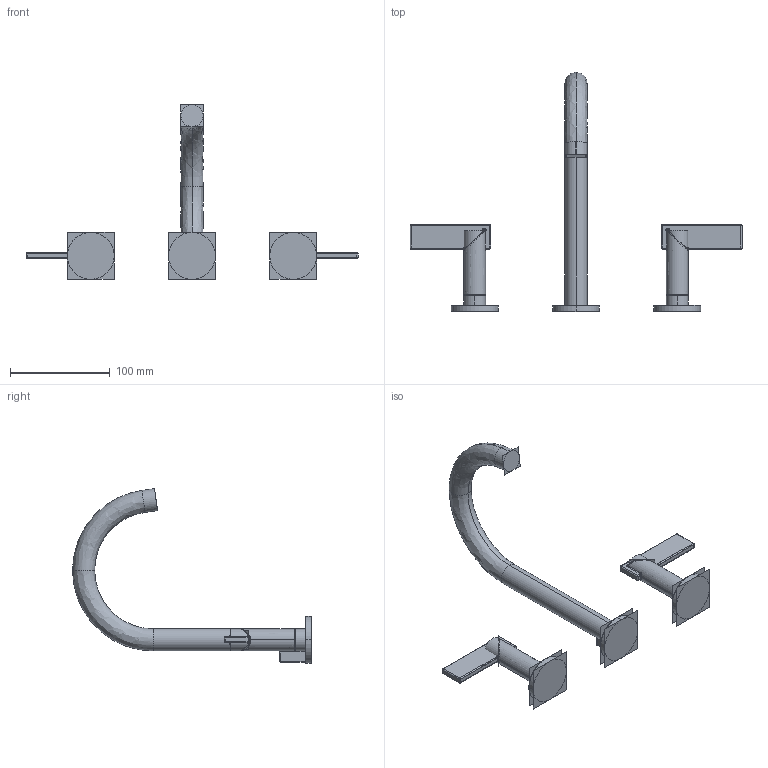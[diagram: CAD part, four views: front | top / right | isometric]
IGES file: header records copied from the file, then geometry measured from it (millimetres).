
Start section:  PTC IGES file: 2480_2_asm.igs
Global section: file name: 2480_2_asm.igs; native system: Creo Parametric by PTC Inc.; preprocessor: 2018400; author: jinson.thomas; organization: Unknown; date: 20201127.113858; units: inch
Bounding box: 333.25 x 239.88 x 175.31 mm (x, y, z)
Volume: 251366.1 mm3; surface area: 242023.2 mm2
Topology: 3 solids, 3 shells, 316 faces, 1564 edges, 1938 vertices
Faces by surface type: revolution 204, bspline 112
